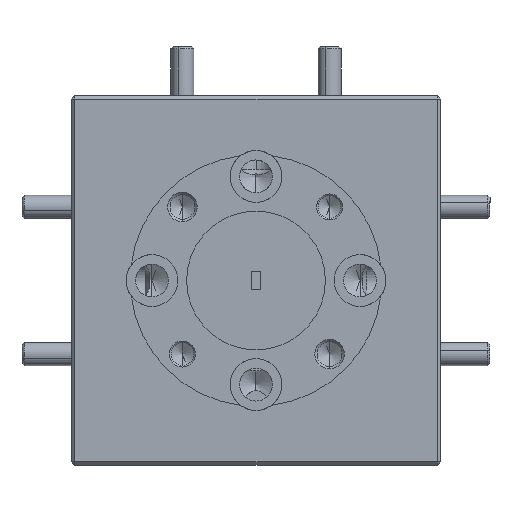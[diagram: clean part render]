
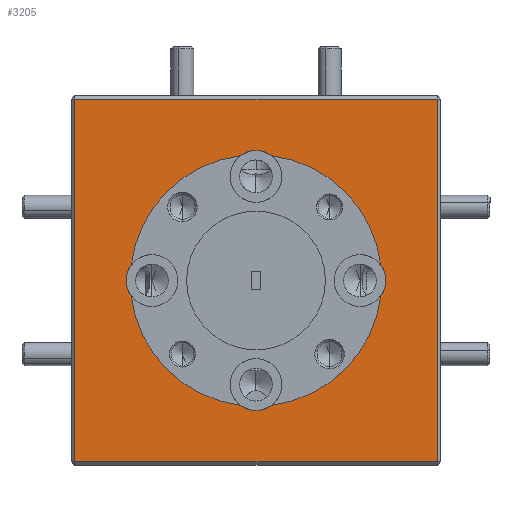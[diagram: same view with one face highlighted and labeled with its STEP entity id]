
A CAD part, front view. The second image highlights one B-rep face of the part: STEP entity #3205.
In plain terms, the highlighted planar face has unit normal (0, -1, 0).
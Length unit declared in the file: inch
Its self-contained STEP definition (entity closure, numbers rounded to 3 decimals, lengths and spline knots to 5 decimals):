
#1052 = CARTESIAN_POINT ( 'NONE',  ( 0.33743, 0., 0.04177 ) ) ;
#1131 = CARTESIAN_POINT ( 'NONE',  ( 0.28125, 0., 0. ) ) ;
#1405 = DIRECTION ( 'NONE',  ( 0., -1., 0. ) ) ;
#1484 = VERTEX_POINT ( 'NONE', #16893 ) ;
#1601 = CARTESIAN_POINT ( 'NONE',  ( -0.33742, 0., -0.04177 ) ) ;
#1723 = AXIS2_PLACEMENT_3D ( 'NONE', #10799, #9048, #17249 ) ;
#2129 = EDGE_CURVE ( 'NONE', #24993, #1484, #27536, .T. ) ;
#2161 = VECTOR ( 'NONE', #8403, 39.37008 ) ;
#2294 = CIRCLE ( 'NONE', #23333, 0.07 ) ;
#2490 = LINE ( 'NONE', #19603, #24153 ) ;
#2654 = CARTESIAN_POINT ( 'NONE',  ( -0.49, 0., -0.49 ) ) ;
#2895 = ORIENTED_EDGE ( 'NONE', *, *, #4815, .F. ) ;
#2969 = DIRECTION ( 'NONE',  ( 0., 0., -1. ) ) ;
#3053 = ORIENTED_EDGE ( 'NONE', *, *, #2129, .T. ) ;
#3109 = CIRCLE ( 'NONE', #1723, 0.34 ) ;
#3205 = ADVANCED_FACE ( 'NONE', ( #20236, #11958 ), #18000, .F. ) ;
#3216 = ORIENTED_EDGE ( 'NONE', *, *, #6269, .F. ) ;
#3611 = VERTEX_POINT ( 'NONE', #19338 ) ;
#3791 = EDGE_CURVE ( 'NONE', #15440, #23408, #13573, .T. ) ;
#4149 = ORIENTED_EDGE ( 'NONE', *, *, #22363, .F. ) ;
#4690 = DIRECTION ( 'NONE',  ( 0., 0., -1. ) ) ;
#4815 = EDGE_CURVE ( 'NONE', #3611, #6666, #3109, .T. ) ;
#5009 = EDGE_CURVE ( 'NONE', #15464, #5206, #10483, .T. ) ;
#5149 = DIRECTION ( 'NONE',  ( 0., 0., 1. ) ) ;
#5206 = VERTEX_POINT ( 'NONE', #20311 ) ;
#5348 = VERTEX_POINT ( 'NONE', #1052 ) ;
#5358 = CARTESIAN_POINT ( 'NONE',  ( 0., 0., 0.35125 ) ) ;
#5378 = DIRECTION ( 'NONE',  ( 1., 0., 0. ) ) ;
#5639 = EDGE_CURVE ( 'NONE', #5917, #25039, #5812, .T. ) ;
#5685 = CARTESIAN_POINT ( 'NONE',  ( 0., 0., 0. ) ) ;
#5710 = AXIS2_PLACEMENT_3D ( 'NONE', #25231, #25655, #6066 ) ;
#5812 = LINE ( 'NONE', #25692, #2161 ) ;
#5917 = VERTEX_POINT ( 'NONE', #16710 ) ;
#5959 = DIRECTION ( 'NONE',  ( 0., -1., 0. ) ) ;
#6037 = DIRECTION ( 'NONE',  ( 0., 0., 1. ) ) ;
#6066 = DIRECTION ( 'NONE',  ( 0., 0., -1. ) ) ;
#6126 = CARTESIAN_POINT ( 'NONE',  ( 0., 0., 0. ) ) ;
#6136 = AXIS2_PLACEMENT_3D ( 'NONE', #1131, #20662, #8069 ) ;
#6220 = CARTESIAN_POINT ( 'NONE',  ( 0.33743, 0., -0.04177 ) ) ;
#6269 = EDGE_CURVE ( 'NONE', #16685, #15464, #10251, .T. ) ;
#6433 = AXIS2_PLACEMENT_3D ( 'NONE', #6126, #23725, #25436 ) ;
#6529 = CARTESIAN_POINT ( 'NONE',  ( -0.33742, 0., 0.04177 ) ) ;
#6666 = VERTEX_POINT ( 'NONE', #6529 ) ;
#7763 = CARTESIAN_POINT ( 'NONE',  ( -0.04177, 0., -0.33743 ) ) ;
#7826 = VECTOR ( 'NONE', #6037, 39.37008 ) ;
#7846 = CARTESIAN_POINT ( 'NONE',  ( 0., 0., -0.49 ) ) ;
#7885 = DIRECTION ( 'NONE',  ( 0., -1., 0. ) ) ;
#8050 = LINE ( 'NONE', #25629, #7826 ) ;
#8069 = DIRECTION ( 'NONE',  ( 0., 0., -1. ) ) ;
#8403 = DIRECTION ( 'NONE',  ( -1., 0., 0. ) ) ;
#8442 = AXIS2_PLACEMENT_3D ( 'NONE', #18964, #1405, #23350 ) ;
#9048 = DIRECTION ( 'NONE',  ( 0., -1., 0. ) ) ;
#9220 = VERTEX_POINT ( 'NONE', #6220 ) ;
#9349 = ORIENTED_EDGE ( 'NONE', *, *, #13526, .F. ) ;
#10251 = CIRCLE ( 'NONE', #8442, 0.07 ) ;
#10306 = ORIENTED_EDGE ( 'NONE', *, *, #16126, .T. ) ;
#10483 = CIRCLE ( 'NONE', #13715, 0.07 ) ;
#10665 = EDGE_CURVE ( 'NONE', #25216, #16685, #13842, .T. ) ;
#10799 = CARTESIAN_POINT ( 'NONE',  ( 0., 0., 0. ) ) ;
#11302 = DIRECTION ( 'NONE',  ( 0., 0., -1. ) ) ;
#11463 = AXIS2_PLACEMENT_3D ( 'NONE', #27065, #18115, #5149 ) ;
#11958 = FACE_BOUND ( 'NONE', #19723, .T. ) ;
#12188 = DIRECTION ( 'NONE',  ( 0., -1., 0. ) ) ;
#12302 = DIRECTION ( 'NONE',  ( 0., 0., -1. ) ) ;
#12567 = CARTESIAN_POINT ( 'NONE',  ( -0.28125, 0., 0. ) ) ;
#12848 = ORIENTED_EDGE ( 'NONE', *, *, #13730, .F. ) ;
#12851 = AXIS2_PLACEMENT_3D ( 'NONE', #24199, #24339, #4690 ) ;
#13526 = EDGE_CURVE ( 'NONE', #5348, #15440, #21049, .T. ) ;
#13573 = CIRCLE ( 'NONE', #5710, 0.07 ) ;
#13715 = AXIS2_PLACEMENT_3D ( 'NONE', #14481, #7885, #27885 ) ;
#13730 = EDGE_CURVE ( 'NONE', #23408, #3611, #2294, .T. ) ;
#13842 = CIRCLE ( 'NONE', #18419, 0.34 ) ;
#14481 = CARTESIAN_POINT ( 'NONE',  ( 0., 0., -0.28125 ) ) ;
#15440 = VERTEX_POINT ( 'NONE', #26648 ) ;
#15464 = VERTEX_POINT ( 'NONE', #26791 ) ;
#16126 = EDGE_CURVE ( 'NONE', #25039, #24993, #2490, .T. ) ;
#16464 = DIRECTION ( 'NONE',  ( 0., -1., 0. ) ) ;
#16685 = VERTEX_POINT ( 'NONE', #7763 ) ;
#16710 = CARTESIAN_POINT ( 'NONE',  ( 0.49, 0., 0.49 ) ) ;
#16893 = CARTESIAN_POINT ( 'NONE',  ( 0.49, 0., -0.49 ) ) ;
#17093 = ORIENTED_EDGE ( 'NONE', *, *, #5639, .T. ) ;
#17151 = EDGE_CURVE ( 'NONE', #5206, #9220, #25137, .T. ) ;
#17249 = DIRECTION ( 'NONE',  ( 0., 0., -1. ) ) ;
#17807 = VECTOR ( 'NONE', #5378, 39.37008 ) ;
#18000 = PLANE ( 'NONE',  #11463 ) ;
#18115 = DIRECTION ( 'NONE',  ( 0., 1., 0. ) ) ;
#18419 = AXIS2_PLACEMENT_3D ( 'NONE', #5685, #12188, #2969 ) ;
#18964 = CARTESIAN_POINT ( 'NONE',  ( 0., 0., -0.28125 ) ) ;
#19069 = EDGE_LOOP ( 'NONE', ( #17093, #10306, #3053, #26041 ) ) ;
#19338 = CARTESIAN_POINT ( 'NONE',  ( -0.04177, 0., 0.33743 ) ) ;
#19603 = CARTESIAN_POINT ( 'NONE',  ( -0.49, 0., 0. ) ) ;
#19608 = EDGE_CURVE ( 'NONE', #9220, #5348, #24864, .T. ) ;
#19723 = EDGE_LOOP ( 'NONE', ( #22951, #25795, #23610, #3216, #23819, #4149, #2895, #12848, #26739, #9349 ) ) ;
#20236 = FACE_OUTER_BOUND ( 'NONE', #19069, .T. ) ;
#20298 = CARTESIAN_POINT ( 'NONE',  ( 0., 0., 0.28125 ) ) ;
#20311 = CARTESIAN_POINT ( 'NONE',  ( 0.04177, 0., -0.33743 ) ) ;
#20662 = DIRECTION ( 'NONE',  ( 0., -1., 0. ) ) ;
#20992 = CARTESIAN_POINT ( 'NONE',  ( -0.49, 0., 0.49 ) ) ;
#21049 = CIRCLE ( 'NONE', #6433, 0.34 ) ;
#22363 = EDGE_CURVE ( 'NONE', #6666, #25216, #26746, .T. ) ;
#22951 = ORIENTED_EDGE ( 'NONE', *, *, #19608, .F. ) ;
#23333 = AXIS2_PLACEMENT_3D ( 'NONE', #20298, #16464, #27253 ) ;
#23350 = DIRECTION ( 'NONE',  ( 0., 0., -1. ) ) ;
#23408 = VERTEX_POINT ( 'NONE', #5358 ) ;
#23558 = AXIS2_PLACEMENT_3D ( 'NONE', #12567, #5959, #12302 ) ;
#23610 = ORIENTED_EDGE ( 'NONE', *, *, #5009, .F. ) ;
#23725 = DIRECTION ( 'NONE',  ( 0., -1., 0. ) ) ;
#23819 = ORIENTED_EDGE ( 'NONE', *, *, #10665, .F. ) ;
#24153 = VECTOR ( 'NONE', #11302, 39.37008 ) ;
#24199 = CARTESIAN_POINT ( 'NONE',  ( 0., 0., 0. ) ) ;
#24339 = DIRECTION ( 'NONE',  ( 0., -1., 0. ) ) ;
#24864 = CIRCLE ( 'NONE', #6136, 0.07 ) ;
#24993 = VERTEX_POINT ( 'NONE', #2654 ) ;
#25039 = VERTEX_POINT ( 'NONE', #20992 ) ;
#25137 = CIRCLE ( 'NONE', #12851, 0.34 ) ;
#25216 = VERTEX_POINT ( 'NONE', #1601 ) ;
#25231 = CARTESIAN_POINT ( 'NONE',  ( 0., 0., 0.28125 ) ) ;
#25436 = DIRECTION ( 'NONE',  ( 0., 0., -1. ) ) ;
#25629 = CARTESIAN_POINT ( 'NONE',  ( 0.49, 0., 0. ) ) ;
#25655 = DIRECTION ( 'NONE',  ( 0., -1., 0. ) ) ;
#25692 = CARTESIAN_POINT ( 'NONE',  ( 0., 0., 0.49 ) ) ;
#25795 = ORIENTED_EDGE ( 'NONE', *, *, #17151, .F. ) ;
#26041 = ORIENTED_EDGE ( 'NONE', *, *, #27830, .T. ) ;
#26648 = CARTESIAN_POINT ( 'NONE',  ( 0.04177, 0., 0.33743 ) ) ;
#26739 = ORIENTED_EDGE ( 'NONE', *, *, #3791, .F. ) ;
#26746 = CIRCLE ( 'NONE', #23558, 0.07 ) ;
#26791 = CARTESIAN_POINT ( 'NONE',  ( 0., 0., -0.35125 ) ) ;
#27065 = CARTESIAN_POINT ( 'NONE',  ( 0., 0., 0. ) ) ;
#27253 = DIRECTION ( 'NONE',  ( 0., 0., -1. ) ) ;
#27536 = LINE ( 'NONE', #7846, #17807 ) ;
#27830 = EDGE_CURVE ( 'NONE', #1484, #5917, #8050, .T. ) ;
#27885 = DIRECTION ( 'NONE',  ( 0., 0., -1. ) ) ;
